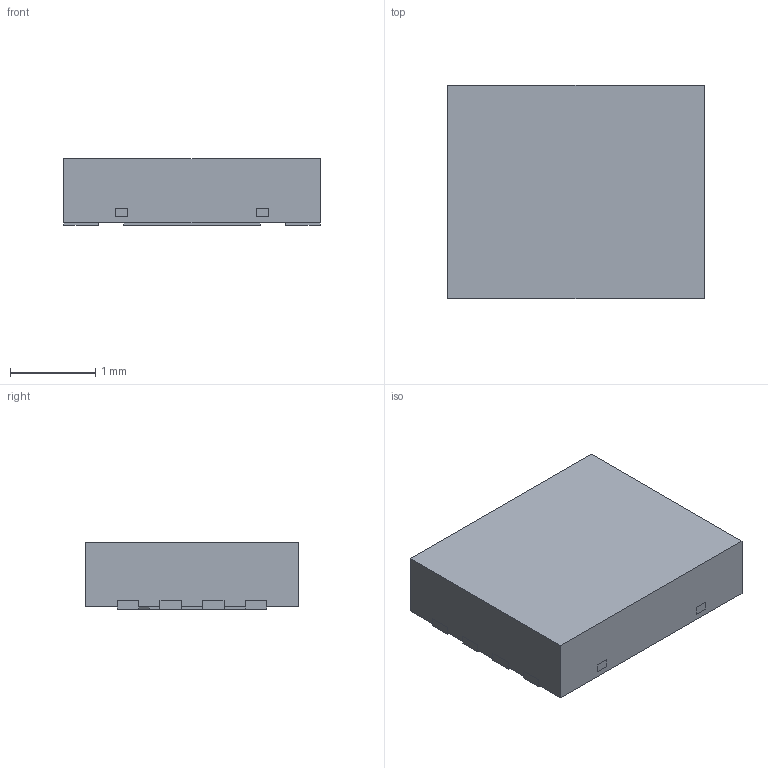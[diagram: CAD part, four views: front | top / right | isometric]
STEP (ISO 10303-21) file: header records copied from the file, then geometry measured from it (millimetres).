
FILE_DESCRIPTION((''),'2;1');
FILE_NAME('NGS0008C_ASM','2018-07-25T07:44:17',('a0412086'),(''),'CREO PARAMETRIC BY PTC INC, 2018020','CREO PARAMETRIC BY PTC INC, 2018020','');
FILE_SCHEMA(('AUTOMOTIVE_DESIGN { 1 0 10303 214 1 1 1 1 }'));
Length unit declared in the file: millimetre
Products named in the file (4): BODY-SON; FRAME-NGS0008C; PIN1-ID; NGS0008C_ASM
Assembly tree (3 placements, depth 2):
  NGS0008C_ASM
    BODY-SON
    FRAME-NGS0008C
    PIN1-ID
Bounding box: 3 x 2.5 x 0.78 mm (x, y, z)
Volume: 5.7 mm3; surface area: 39.7 mm2
Topology: 10 solids, 10 shells, 153 faces, 402 edges, 268 vertices
Faces by surface type: plane 153
Entity records: 6354 total; most frequent: CARTESIAN_POINT 873, ORIENTED_EDGE 804, DIRECTION 774, PRESENTATION_STYLE_ASSIGNMENT 421, STYLED_ITEM 412, VECTOR 402, LINE 402, CURVE_STYLE 402
